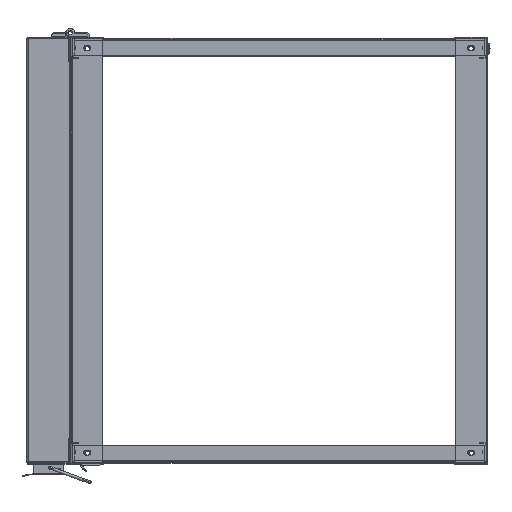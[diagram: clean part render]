
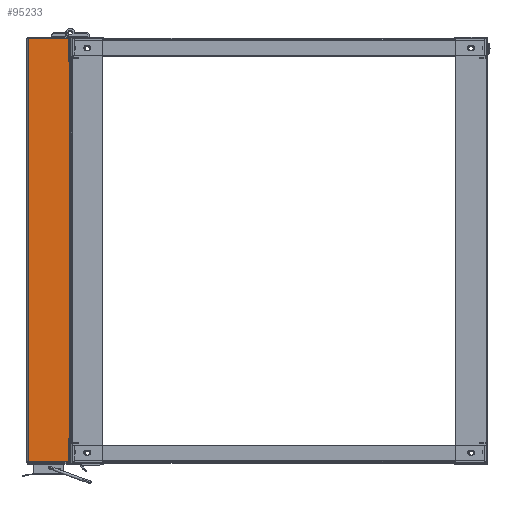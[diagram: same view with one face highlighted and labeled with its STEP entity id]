
A CAD part, top view. The second image highlights one B-rep face of the part: STEP entity #95233.
In plain terms, the highlighted planar face has unit normal (0, 0, 1).
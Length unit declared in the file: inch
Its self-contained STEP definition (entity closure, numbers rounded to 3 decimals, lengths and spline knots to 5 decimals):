
#4623 = CARTESIAN_POINT ( 'NONE',  ( -0.94803, 0.41535, 15.88681 ) ) ;
#4994 = DIRECTION ( 'NONE',  ( 0.707, 0.707, 0. ) ) ;
#5126 = LINE ( 'NONE', #20802, #7456 ) ;
#7456 = VECTOR ( 'NONE', #97725, 39.37008 ) ;
#7819 = VECTOR ( 'NONE', #78629, 39.37008 ) ;
#8042 = EDGE_LOOP ( 'NONE', ( #88706, #29604, #69279, #82784, #47508, #54136, #45915, #92859, #77345, #65754 ) ) ;
#10714 = VECTOR ( 'NONE', #36694, 39.37008 ) ;
#11559 = DIRECTION ( 'NONE',  ( 0., 1., 0. ) ) ;
#12747 = CARTESIAN_POINT ( 'NONE',  ( -0.94803, -21.18307, 15.88681 ) ) ;
#16187 = EDGE_CURVE ( 'NONE', #67441, #44135, #26758, .T. ) ;
#17940 = LINE ( 'NONE', #40161, #7819 ) ;
#18673 = CARTESIAN_POINT ( 'NONE',  ( -3.03465, -20.04921, 15.88681 ) ) ;
#20654 = LINE ( 'NONE', #28731, #27225 ) ;
#20802 = CARTESIAN_POINT ( 'NONE',  ( -3.01496, -21.23031, 15.88681 ) ) ;
#24758 = CARTESIAN_POINT ( 'NONE',  ( -0.94803, -20.04921, 15.88681 ) ) ;
#26758 = LINE ( 'NONE', #18673, #83014 ) ;
#26760 = DIRECTION ( 'NONE',  ( 0., -1., 0. ) ) ;
#26877 = VERTEX_POINT ( 'NONE', #74035 ) ;
#27225 = VECTOR ( 'NONE', #26760, 39.37008 ) ;
#27340 = EDGE_CURVE ( 'NONE', #73445, #42986, #74434, .T. ) ;
#27778 = LINE ( 'NONE', #41951, #71823 ) ;
#28129 = DIRECTION ( 'NONE',  ( -1., 0., 0. ) ) ;
#28535 = VECTOR ( 'NONE', #28129, 39.37008 ) ;
#28731 = CARTESIAN_POINT ( 'NONE',  ( -0.94803, -10.38386, 15.88681 ) ) ;
#29604 = ORIENTED_EDGE ( 'NONE', *, *, #30084, .T. ) ;
#29610 = CARTESIAN_POINT ( 'NONE',  ( -3.03465, -0.7185, 15.88681 ) ) ;
#30084 = EDGE_CURVE ( 'NONE', #68081, #41296, #98456, .T. ) ;
#30094 = FACE_OUTER_BOUND ( 'NONE', #8042, .T. ) ;
#30880 = EDGE_CURVE ( 'NONE', #26877, #75398, #5126, .T. ) ;
#31203 = EDGE_CURVE ( 'NONE', #73445, #98904, #45807, .T. ) ;
#31230 = CARTESIAN_POINT ( 'NONE',  ( -3.01496, -32.07687, 15.88681 ) ) ;
#31540 = CARTESIAN_POINT ( 'NONE',  ( -0.99528, 0.4626, 15.88681 ) ) ;
#35427 = EDGE_CURVE ( 'NONE', #42986, #41296, #17940, .T. ) ;
#36190 = VECTOR ( 'NONE', #45067, 39.37008 ) ;
#36694 = DIRECTION ( 'NONE',  ( -1., 0., 0. ) ) ;
#36846 = AXIS2_PLACEMENT_3D ( 'NONE', #60452, #68551, #83730 ) ;
#37192 = PLANE ( 'NONE',  #36846 ) ;
#39810 = DIRECTION ( 'NONE',  ( 0., 1., 0. ) ) ;
#40161 = CARTESIAN_POINT ( 'NONE',  ( -0.94803, -10.38386, 15.88681 ) ) ;
#41047 = CARTESIAN_POINT ( 'NONE',  ( -0.93766, -0.7185, 15.88681 ) ) ;
#41117 = CARTESIAN_POINT ( 'NONE',  ( -0.93766, -20.04921, 15.88681 ) ) ;
#41296 = VERTEX_POINT ( 'NONE', #63180 ) ;
#41951 = CARTESIAN_POINT ( 'NONE',  ( -0.94803, -21.18307, 15.88681 ) ) ;
#42986 = VERTEX_POINT ( 'NONE', #64488 ) ;
#44135 = VERTEX_POINT ( 'NONE', #41117 ) ;
#45067 = DIRECTION ( 'NONE',  ( 0.707, -0.707, 0. ) ) ;
#45338 = CARTESIAN_POINT ( 'NONE',  ( -3.01496, 0.4626, 15.88681 ) ) ;
#45807 = LINE ( 'NONE', #76673, #10714 ) ;
#45915 = ORIENTED_EDGE ( 'NONE', *, *, #30880, .F. ) ;
#47508 = ORIENTED_EDGE ( 'NONE', *, *, #31203, .T. ) ;
#49976 = LINE ( 'NONE', #80865, #58167 ) ;
#54136 = ORIENTED_EDGE ( 'NONE', *, *, #76078, .F. ) ;
#58167 = VECTOR ( 'NONE', #11559, 39.37008 ) ;
#60452 = CARTESIAN_POINT ( 'NONE',  ( -3.03465, -10.38386, 15.88681 ) ) ;
#63180 = CARTESIAN_POINT ( 'NONE',  ( -0.94803, -0.7185, 15.88681 ) ) ;
#64488 = CARTESIAN_POINT ( 'NONE',  ( -0.94803, 0.41535, 15.88681 ) ) ;
#65068 = EDGE_CURVE ( 'NONE', #44135, #68081, #49976, .T. ) ;
#65754 = ORIENTED_EDGE ( 'NONE', *, *, #16187, .T. ) ;
#67441 = VERTEX_POINT ( 'NONE', #24758 ) ;
#68081 = VERTEX_POINT ( 'NONE', #41047 ) ;
#68551 = DIRECTION ( 'NONE',  ( 0., 0., 1. ) ) ;
#68743 = EDGE_CURVE ( 'NONE', #67441, #79906, #20654, .T. ) ;
#69279 = ORIENTED_EDGE ( 'NONE', *, *, #35427, .F. ) ;
#71823 = VECTOR ( 'NONE', #4994, 39.37008 ) ;
#73445 = VERTEX_POINT ( 'NONE', #31540 ) ;
#74035 = CARTESIAN_POINT ( 'NONE',  ( -0.99528, -21.23031, 15.88681 ) ) ;
#74434 = LINE ( 'NONE', #4623, #36190 ) ;
#75398 = VERTEX_POINT ( 'NONE', #80526 ) ;
#75714 = EDGE_CURVE ( 'NONE', #26877, #79906, #27778, .T. ) ;
#76078 = EDGE_CURVE ( 'NONE', #75398, #98904, #77272, .T. ) ;
#76673 = CARTESIAN_POINT ( 'NONE',  ( -3.01496, 0.4626, 15.88681 ) ) ;
#77272 = LINE ( 'NONE', #31230, #94449 ) ;
#77345 = ORIENTED_EDGE ( 'NONE', *, *, #68743, .F. ) ;
#78629 = DIRECTION ( 'NONE',  ( 0., -1., 0. ) ) ;
#79407 = DIRECTION ( 'NONE',  ( 1., 0., 0. ) ) ;
#79906 = VERTEX_POINT ( 'NONE', #12747 ) ;
#80526 = CARTESIAN_POINT ( 'NONE',  ( -3.01496, -21.23031, 15.88681 ) ) ;
#80865 = CARTESIAN_POINT ( 'NONE',  ( -0.93766, -10.38386, 15.88681 ) ) ;
#82784 = ORIENTED_EDGE ( 'NONE', *, *, #27340, .F. ) ;
#83014 = VECTOR ( 'NONE', #79407, 39.37008 ) ;
#83730 = DIRECTION ( 'NONE',  ( 1., 0., 0. ) ) ;
#88706 = ORIENTED_EDGE ( 'NONE', *, *, #65068, .T. ) ;
#92859 = ORIENTED_EDGE ( 'NONE', *, *, #75714, .T. ) ;
#94449 = VECTOR ( 'NONE', #39810, 39.37008 ) ;
#95233 = ADVANCED_FACE ( 'NONE', ( #30094 ), #37192, .T. ) ;
#97725 = DIRECTION ( 'NONE',  ( -1., 0., 0. ) ) ;
#98456 = LINE ( 'NONE', #29610, #28535 ) ;
#98904 = VERTEX_POINT ( 'NONE', #45338 ) ;
